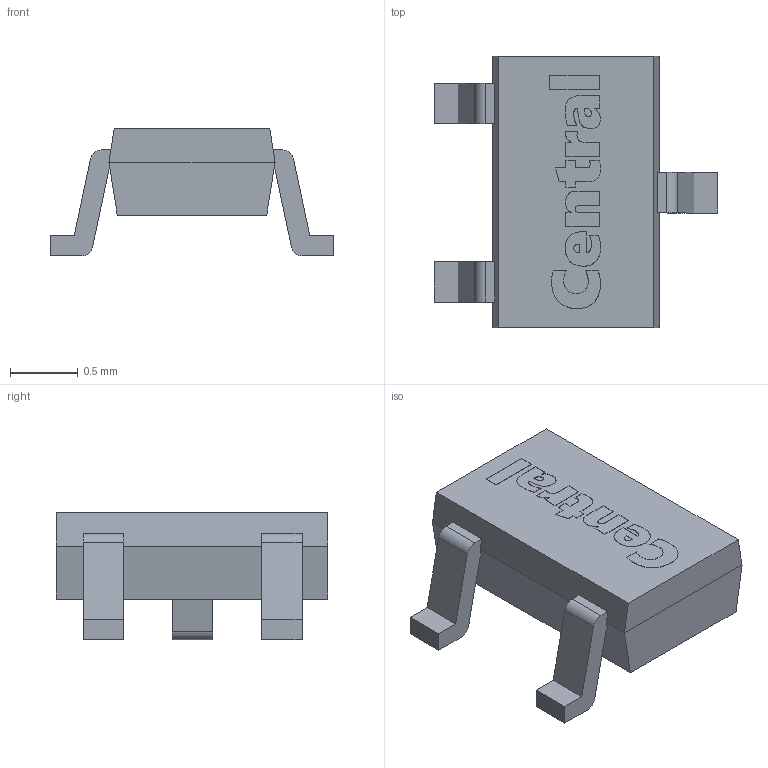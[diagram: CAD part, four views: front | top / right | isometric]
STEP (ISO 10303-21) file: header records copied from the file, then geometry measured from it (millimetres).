
FILE_DESCRIPTION(/* description */ (''),/* implementation_level */ '2;1');
FILE_NAME(/* name */ 'STP00006.step',/* time_stamp */ '2024-05-21T10:16:34-04:00',/* author */ (''),/* organization */ (''),/* preprocessor_version */ 'ST-DEVELOPER v20',/* originating_system */ 'Autodesk Translation Framework v12.14.0.127',/* authorisation */ '');
FILE_SCHEMA (('AUTOMOTIVE_DESIGN { 1 0 10303 214 3 1 1 }'));
Length unit declared in the file: millimetre
Products named in the file (3): STP00006; Component1; Component2
Assembly tree (2 placements, depth 2):
  STP00006
    Component1
    Component2
Bounding box: 2.1 x 2.01 x 0.95 mm (x, y, z)
Volume: 1.6 mm3; surface area: 16.9 mm2
Topology: 9 solids, 9 shells, 173 faces, 459 edges, 304 vertices
Faces by surface type: plane 102, bspline 65, cylinder 6
Entity records: 6049 total; most frequent: CARTESIAN_POINT 2046, ORIENTED_EDGE 918, DIRECTION 567, EDGE_CURVE 459, LINE 317, VECTOR 317, VERTEX_POINT 304, EDGE_LOOP 177
